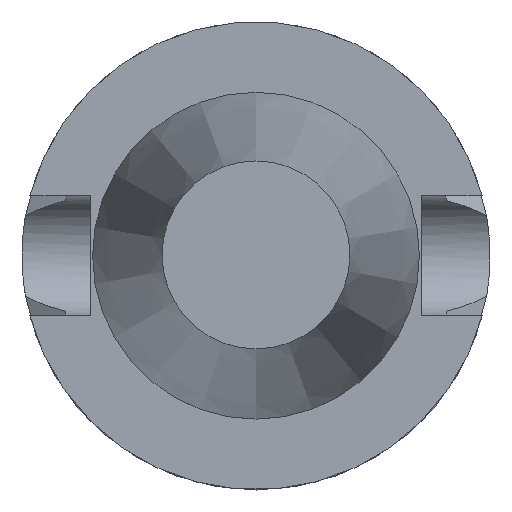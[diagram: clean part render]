
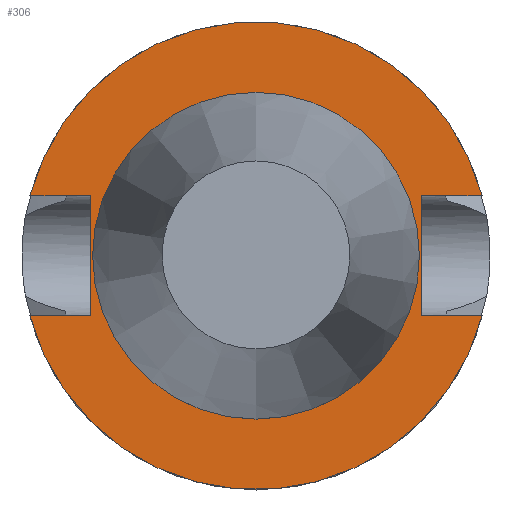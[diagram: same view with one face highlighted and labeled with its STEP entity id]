
A CAD part, top view. The second image highlights one B-rep face of the part: STEP entity #306.
In plain terms, the highlighted planar face has unit normal (0, 0, 1).
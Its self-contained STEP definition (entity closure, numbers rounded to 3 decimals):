
#138=EDGE_CURVE('240[2]',#378,#370,#379,.T.);
#151=EDGE_CURVE('240[2]',#378,#399,#400,.T.);
#184=EDGE_CURVE('240[2]',#445,#445,#446,.T.);
#226=EDGE_CURVE('240[2]',#469,#508,#509,.T.);
#262=EDGE_CURVE('240[2]',#532,#399,#559,.T.);
#281=EDGE_CURVE('240[2]',#508,#532,#582,.T.);
#301=EDGE_CURVE('240[2]',#469,#389,#607,.T.);
#306=ADVANCED_FACE('240[2]',(#612,#613),#614,.T.);
#316=EDGE_CURVE('240[2]',#370,#537,#626,.T.);
#318=EDGE_CURVE('240[2]',#537,#389,#628,.T.);
#370=VERTEX_POINT('',#688);
#378=VERTEX_POINT('',#709);
#379=LINE('',#710,#711);
#389=VERTEX_POINT('',#790);
#399=VERTEX_POINT('',#804);
#400=CIRCLE('',#805,50.0);
#445=VERTEX_POINT('',#884);
#446=CIRCLE('',#885,34.925);
#469=VERTEX_POINT('',#915);
#508=VERTEX_POINT('',#999);
#509=LINE('',#1000,#1001);
#532=VERTEX_POINT('',#1043);
#537=VERTEX_POINT('',#1060);
#559=LINE('',#1099,#1100);
#582=LINE('',#1208,#1209);
#607=CIRCLE('',#1261,50.0);
#612=FACE_BOUND('',#1269,.T.);
#613=FACE_OUTER_BOUND('',#1270,.T.);
#614=PLANE('',#1271);
#626=LINE('',#1288,#1289);
#628=LINE('',#1292,#1293);
#688=CARTESIAN_POINT('',(-35.4,12.85,-3.));
#709=CARTESIAN_POINT('',(-48.321,12.85,-3.0));
#710=CARTESIAN_POINT('',(-17.7,12.85,-3.));
#711=VECTOR('',#1365,1.0);
#790=CARTESIAN_POINT('',(-48.321,-12.85,-3.0));
#804=CARTESIAN_POINT('',(48.321,12.85,-3.0));
#805=AXIS2_PLACEMENT_3D('',#1379,#1380,#1381);
#884=CARTESIAN_POINT('',(0.,34.925,-3.0));
#885=AXIS2_PLACEMENT_3D('',#1434,#1435,#1436);
#915=CARTESIAN_POINT('',(48.321,-12.85,-3.0));
#999=CARTESIAN_POINT('',(35.4,-12.85,-3.0));
#1000=CARTESIAN_POINT('',(17.7,-12.85,-3.0));
#1001=VECTOR('',#1498,1.0);
#1043=CARTESIAN_POINT('',(35.4,12.85,-3.));
#1060=CARTESIAN_POINT('',(-35.4,-12.85,-3.0));
#1099=CARTESIAN_POINT('',(17.7,12.85,-3.));
#1100=VECTOR('',#1558,1.0);
#1208=CARTESIAN_POINT('',(35.4,21.231,-3.));
#1209=VECTOR('',#1585,1.0);
#1261=AXIS2_PLACEMENT_3D('',#1617,#1618,#1619);
#1269=EDGE_LOOP('',(#1622));
#1270=EDGE_LOOP('',(#1623,#1624,#1625,#1626,#1627,#1628,#1629,#1630));
#1271=AXIS2_PLACEMENT_3D('',#1631,#1632,#1633);
#1288=CARTESIAN_POINT('',(-35.4,14.806,-3.));
#1289=VECTOR('',#1650,1.0);
#1292=CARTESIAN_POINT('',(-17.7,-12.85,-3.0));
#1293=VECTOR('',#1651,1.0);
#1365=DIRECTION('',(1.0,0.0,0.));
#1379=CARTESIAN_POINT('',(0.,0.,-3.0));
#1380=DIRECTION('',(0.,0.,-1.0));
#1381=DIRECTION('',(0.,1.0,0.));
#1434=CARTESIAN_POINT('',(0.,0.,-3.0));
#1435=DIRECTION('',(0.,0.,-1.0));
#1436=DIRECTION('',(0.,1.0,0.));
#1498=DIRECTION('',(-1.0,0.0,0.));
#1558=DIRECTION('',(1.0,0.0,0.));
#1585=DIRECTION('',(-0.0,1.0,0.));
#1617=CARTESIAN_POINT('',(0.,0.,-3.0));
#1618=DIRECTION('',(0.,0.,-1.0));
#1619=DIRECTION('',(0.,1.0,0.));
#1622=ORIENTED_EDGE('',*,*,#184,.T.);
#1623=ORIENTED_EDGE('',*,*,#138,.T.);
#1624=ORIENTED_EDGE('',*,*,#316,.T.);
#1625=ORIENTED_EDGE('',*,*,#318,.T.);
#1626=ORIENTED_EDGE('',*,*,#301,.F.);
#1627=ORIENTED_EDGE('',*,*,#226,.T.);
#1628=ORIENTED_EDGE('',*,*,#281,.T.);
#1629=ORIENTED_EDGE('',*,*,#262,.T.);
#1630=ORIENTED_EDGE('',*,*,#151,.F.);
#1631=CARTESIAN_POINT('',(0.,42.463,-3.));
#1632=DIRECTION('',(0.,0.,1.0));
#1633=DIRECTION('',(1.0,0.,0.0));
#1650=DIRECTION('',(-0.0,-1.0,0.));
#1651=DIRECTION('',(-1.0,0.0,0.));
